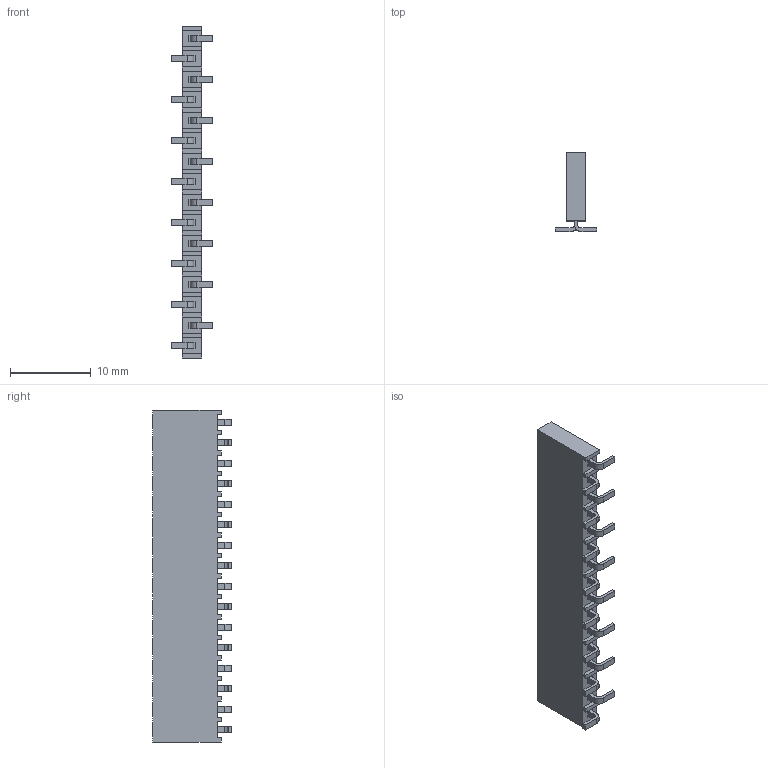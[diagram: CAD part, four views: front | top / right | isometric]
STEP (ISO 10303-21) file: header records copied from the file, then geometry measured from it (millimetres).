
FILE_DESCRIPTION (( 'STEP AP203' ), '1' );
FILE_NAME ('Samtec-SSW-116-22-F-S-VS.step', '2014-10-27T10:13:37', ( 'Windows User' ), ( '' ), 'SwSTEP 2.0', 'SolidWorks 2014', '' );
FILE_SCHEMA (( 'CONFIG_CONTROL_DESIGN' ));
Length unit declared in the file: inch
Products named in the file (1): Samtec-SSW-116-22-F-S-VS
Bounding box: 5.16 x 9.78 x 41.15 mm (x, y, z)
Volume: 747 mm3; surface area: 1484 mm2
Topology: 1 solids, 1 shells, 486 faces, 1228 edges, 776 vertices
Faces by surface type: plane 454, cylinder 32
Entity records: 14251 total; most frequent: CARTESIAN_POINT 2491, ORIENTED_EDGE 2456, DIRECTION 2266, EDGE_CURVE 1228, LINE 1164, VECTOR 1164, VERTEX_POINT 776, AXIS2_PLACEMENT_3D 551
